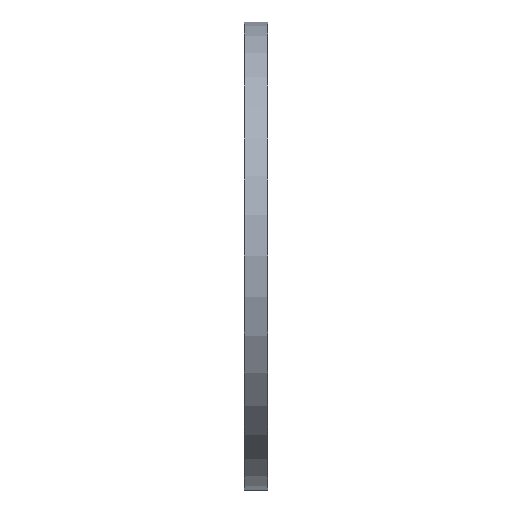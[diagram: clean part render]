
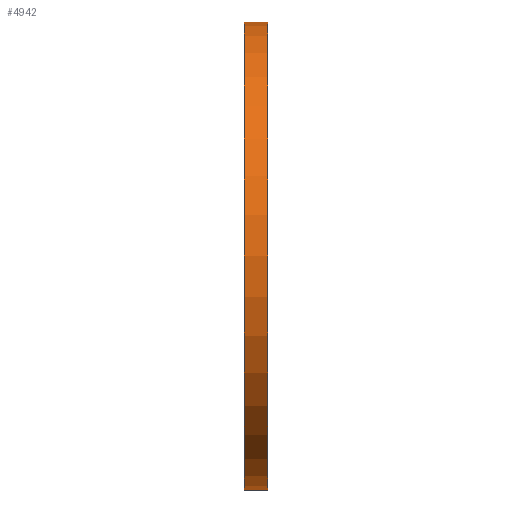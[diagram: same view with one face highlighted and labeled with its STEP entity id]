
A CAD part, left-side view. The second image highlights one B-rep face of the part: STEP entity #4942.
In plain terms, the highlighted cylindrical face has radius 40 mm (diameter 80 mm), a partial arc.
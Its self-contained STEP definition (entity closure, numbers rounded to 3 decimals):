
#278 = CARTESIAN_POINT ( 'NONE',  ( 0., 2., 40. ) ) ;
#598 = AXIS2_PLACEMENT_3D ( 'NONE', #8336, #3514, #5041 ) ;
#1087 = CIRCLE ( 'NONE', #10243, 40. ) ;
#2038 = LINE ( 'NONE', #278, #5853 ) ;
#2295 = CYLINDRICAL_SURFACE ( 'NONE', #598, 40. ) ;
#2343 = CARTESIAN_POINT ( 'NONE',  ( 0., -2., 40. ) ) ;
#3296 = VERTEX_POINT ( 'NONE', #14583 ) ;
#3514 = DIRECTION ( 'NONE',  ( 0., -1., 0. ) ) ;
#4942 = ADVANCED_FACE ( 'NONE', ( #14845 ), #2295, .T. ) ;
#5041 = DIRECTION ( 'NONE',  ( 0., 0., -1. ) ) ;
#5210 = ORIENTED_EDGE ( 'NONE', *, *, #8556, .F. ) ;
#5853 = VECTOR ( 'NONE', #14744, 1000. ) ;
#5859 = CARTESIAN_POINT ( 'NONE',  ( 0., -2., -40. ) ) ;
#5892 = CARTESIAN_POINT ( 'NONE',  ( 0., 2., 0. ) ) ;
#6038 = VERTEX_POINT ( 'NONE', #5859 ) ;
#6163 = VERTEX_POINT ( 'NONE', #2343 ) ;
#7129 = DIRECTION ( 'NONE',  ( 0., 0., 1. ) ) ;
#7315 = CARTESIAN_POINT ( 'NONE',  ( 0., -2., 0. ) ) ;
#7473 = DIRECTION ( 'NONE',  ( 0., 1., 0. ) ) ;
#7634 = ORIENTED_EDGE ( 'NONE', *, *, #12748, .T. ) ;
#7727 = CARTESIAN_POINT ( 'NONE',  ( 0., 2., 40. ) ) ;
#7928 = EDGE_CURVE ( 'NONE', #3296, #6038, #9115, .T. ) ;
#7937 = EDGE_CURVE ( 'NONE', #3296, #15766, #1087, .T. ) ;
#8249 = CARTESIAN_POINT ( 'NONE',  ( 0., 2., -40. ) ) ;
#8336 = CARTESIAN_POINT ( 'NONE',  ( 0., 2., 0. ) ) ;
#8556 = EDGE_CURVE ( 'NONE', #15766, #6163, #2038, .T. ) ;
#9115 = LINE ( 'NONE', #8249, #13145 ) ;
#10243 = AXIS2_PLACEMENT_3D ( 'NONE', #5892, #14412, #7129 ) ;
#11798 = ORIENTED_EDGE ( 'NONE', *, *, #7928, .T. ) ;
#12385 = DIRECTION ( 'NONE',  ( 0., 0., 1. ) ) ;
#12748 = EDGE_CURVE ( 'NONE', #6038, #6163, #15677, .T. ) ;
#13145 = VECTOR ( 'NONE', #15394, 1000. ) ;
#14412 = DIRECTION ( 'NONE',  ( 0., 1., 0. ) ) ;
#14425 = ORIENTED_EDGE ( 'NONE', *, *, #7937, .F. ) ;
#14489 = EDGE_LOOP ( 'NONE', ( #5210, #14425, #11798, #7634 ) ) ;
#14583 = CARTESIAN_POINT ( 'NONE',  ( 0., 2., -40. ) ) ;
#14740 = AXIS2_PLACEMENT_3D ( 'NONE', #7315, #7473, #12385 ) ;
#14744 = DIRECTION ( 'NONE',  ( 0., -1., 0. ) ) ;
#14845 = FACE_OUTER_BOUND ( 'NONE', #14489, .T. ) ;
#15394 = DIRECTION ( 'NONE',  ( 0., -1., 0. ) ) ;
#15677 = CIRCLE ( 'NONE', #14740, 40. ) ;
#15766 = VERTEX_POINT ( 'NONE', #7727 ) ;
